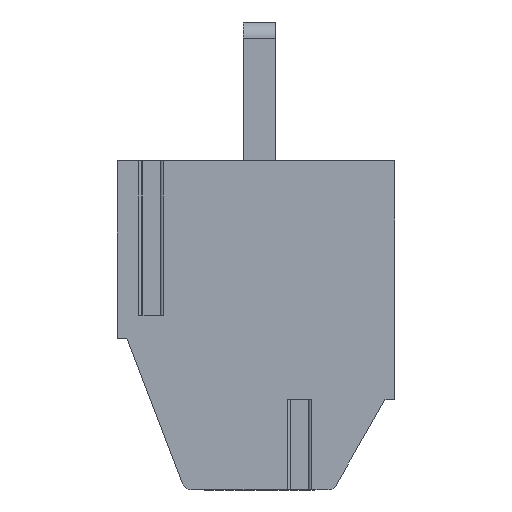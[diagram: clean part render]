
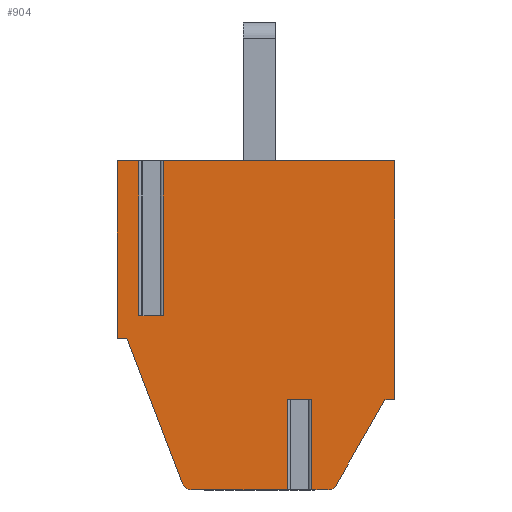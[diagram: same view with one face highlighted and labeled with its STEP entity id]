
A CAD part, front view. The second image highlights one B-rep face of the part: STEP entity #904.
In plain terms, the highlighted planar face has unit normal (0, -1, 0).
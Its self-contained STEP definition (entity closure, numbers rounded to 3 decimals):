
#904 = ADVANCED_FACE( '', ( #2092 ), #2093, .F. );
#2092 = FACE_OUTER_BOUND( '', #3561, .T. );
#2093 = PLANE( '', #3562 );
#3561 = EDGE_LOOP( '', ( #6269, #6270, #6271, #6272, #6273, #6274, #6275, #6276, #6277, #6278, #6279, #6280, #6281, #6282, #6283, #6284, #6285, #6286 ) );
#3562 = AXIS2_PLACEMENT_3D( '', #6287, #6288, #6289 );
#6269 = ORIENTED_EDGE( '', *, *, #9656, .T. );
#6270 = ORIENTED_EDGE( '', *, *, #9657, .F. );
#6271 = ORIENTED_EDGE( '', *, *, #9658, .F. );
#6272 = ORIENTED_EDGE( '', *, *, #8883, .F. );
#6273 = ORIENTED_EDGE( '', *, *, #9581, .F. );
#6274 = ORIENTED_EDGE( '', *, *, #9378, .F. );
#6275 = ORIENTED_EDGE( '', *, *, #9659, .T. );
#6276 = ORIENTED_EDGE( '', *, *, #9438, .F. );
#6277 = ORIENTED_EDGE( '', *, *, #9660, .F. );
#6278 = ORIENTED_EDGE( '', *, *, #9310, .T. );
#6279 = ORIENTED_EDGE( '', *, *, #8919, .F. );
#6280 = ORIENTED_EDGE( '', *, *, #9432, .F. );
#6281 = ORIENTED_EDGE( '', *, *, #9661, .T. );
#6282 = ORIENTED_EDGE( '', *, *, #9642, .F. );
#6283 = ORIENTED_EDGE( '', *, *, #9662, .F. );
#6284 = ORIENTED_EDGE( '', *, *, #9663, .F. );
#6285 = ORIENTED_EDGE( '', *, *, #9664, .F. );
#6286 = ORIENTED_EDGE( '', *, *, #9126, .F. );
#6287 = CARTESIAN_POINT( '', ( 97.922, -58.3, -9.9 ) );
#6288 = DIRECTION( '', ( 0., 1., 0. ) );
#6289 = DIRECTION( '', ( -1., 0., 0. ) );
#8883 = EDGE_CURVE( '', #10753, #10755, #10756, .T. );
#8919 = EDGE_CURVE( '', #10822, #10817, #10824, .F. );
#9126 = EDGE_CURVE( '', #11171, #11166, #11173, .F. );
#9310 = EDGE_CURVE( '', #11462, #10817, #11470, .T. );
#9378 = EDGE_CURVE( '', #11575, #11571, #11577, .T. );
#9432 = EDGE_CURVE( '', #11663, #10822, #11665, .T. );
#9438 = EDGE_CURVE( '', #11673, #11645, #11675, .T. );
#9581 = EDGE_CURVE( '', #11571, #10753, #11881, .T. );
#9642 = EDGE_CURVE( '', #11969, #11964, #11971, .T. );
#9656 = EDGE_CURVE( '', #11171, #11991, #11992, .T. );
#9657 = EDGE_CURVE( '', #11993, #11991, #11994, .T. );
#9658 = EDGE_CURVE( '', #10755, #11993, #11995, .T. );
#9659 = EDGE_CURVE( '', #11575, #11645, #11996, .T. );
#9660 = EDGE_CURVE( '', #11462, #11673, #11997, .T. );
#9661 = EDGE_CURVE( '', #11663, #11964, #11998, .T. );
#9662 = EDGE_CURVE( '', #11999, #11969, #12000, .T. );
#9663 = EDGE_CURVE( '', #12001, #11999, #12002, .T. );
#9664 = EDGE_CURVE( '', #11166, #12001, #12003, .T. );
#10753 = VERTEX_POINT( '', #13413 );
#10755 = VERTEX_POINT( '', #13416 );
#10756 = LINE( '', #13417, #13418 );
#10817 = VERTEX_POINT( '', #13506 );
#10822 = VERTEX_POINT( '', #13512 );
#10824 = LINE( '', #13514, #13515 );
#11166 = VERTEX_POINT( '', #13998 );
#11171 = VERTEX_POINT( '', #14004 );
#11173 = LINE( '', #14006, #14007 );
#11462 = VERTEX_POINT( '', #14416 );
#11470 = LINE( '', #14427, #14428 );
#11571 = VERTEX_POINT( '', #14570 );
#11575 = VERTEX_POINT( '', #14576 );
#11577 = LINE( '', #14579, #14580 );
#11645 = VERTEX_POINT( '', #14675 );
#11663 = VERTEX_POINT( '', #14699 );
#11665 = LINE( '', #14702, #14703 );
#11673 = VERTEX_POINT( '', #14714 );
#11675 = LINE( '', #14716, #14717 );
#11881 = LINE( '', #15009, #15010 );
#11964 = VERTEX_POINT( '', #15122 );
#11969 = VERTEX_POINT( '', #15129 );
#11971 = LINE( '', #15132, #15133 );
#11991 = VERTEX_POINT( '', #15161 );
#11992 = LINE( '', #15162, #15163 );
#11993 = VERTEX_POINT( '', #15164 );
#11994 = LINE( '', #15165, #15166 );
#11995 = LINE( '', #15167, #15168 );
#11996 = CIRCLE( '', #15169, 0.3 );
#11997 = LINE( '', #15170, #15171 );
#11998 = CIRCLE( '', #15172, 0.3 );
#11999 = VERTEX_POINT( '', #15173 );
#12000 = LINE( '', #15174, #15175 );
#12001 = VERTEX_POINT( '', #15176 );
#12002 = LINE( '', #15177, #15178 );
#12003 = LINE( '', #15179, #15180 );
#13413 = CARTESIAN_POINT( '', ( 91.4, -58.3, -5.5 ) );
#13416 = CARTESIAN_POINT( '', ( 91.4, -58.3, 0. ) );
#13417 = CARTESIAN_POINT( '', ( 91.4, -58.3, 0. ) );
#13418 = VECTOR( '', #16501, 1000. );
#13506 = CARTESIAN_POINT( '', ( 97.427, -58.3, -7.4 ) );
#13512 = CARTESIAN_POINT( '', ( 97.427, -58.3, -10.2 ) );
#13514 = CARTESIAN_POINT( '', ( 97.427, -58.3, -5.4 ) );
#13515 = VECTOR( '', #16542, 1000. );
#13998 = CARTESIAN_POINT( '', ( 92.827, -58.3, 0. ) );
#14004 = CARTESIAN_POINT( '', ( 92.827, -58.3, -4.8 ) );
#14006 = CARTESIAN_POINT( '', ( 92.827, -58.3, 0. ) );
#14007 = VECTOR( '', #16760, 1000. );
#14416 = CARTESIAN_POINT( '', ( 96.673, -58.3, -7.4 ) );
#14427 = CARTESIAN_POINT( '', ( 102.472, -58.3, -7.4 ) );
#14428 = VECTOR( '', #16950, 1000. );
#14570 = CARTESIAN_POINT( '', ( 91.7, -58.3, -5.5 ) );
#14576 = CARTESIAN_POINT( '', ( 93.422, -58.3, -10.007 ) );
#14579 = CARTESIAN_POINT( '', ( 91.7, -58.3, -5.5 ) );
#14580 = VECTOR( '', #17016, 1000. );
#14675 = CARTESIAN_POINT( '', ( 93.702, -58.3, -10.2 ) );
#14699 = CARTESIAN_POINT( '', ( 97.922, -58.3, -10.2 ) );
#14702 = CARTESIAN_POINT( '', ( 93.702, -58.3, -10.2 ) );
#14703 = VECTOR( '', #17078, 1000. );
#14714 = CARTESIAN_POINT( '', ( 96.673, -58.3, -10.2 ) );
#14716 = CARTESIAN_POINT( '', ( 93.702, -58.3, -10.2 ) );
#14717 = VECTOR( '', #17088, 1000. );
#15009 = CARTESIAN_POINT( '', ( 91.4, -58.3, -5.5 ) );
#15010 = VECTOR( '', #17241, 1000. );
#15122 = CARTESIAN_POINT( '', ( 98.182, -58.3, -10.049 ) );
#15129 = CARTESIAN_POINT( '', ( 99.696, -58.3, -7.4 ) );
#15132 = CARTESIAN_POINT( '', ( 98.182, -58.3, -10.049 ) );
#15133 = VECTOR( '', #17307, 1000. );
#15161 = CARTESIAN_POINT( '', ( 92.073, -58.3, -4.8 ) );
#15162 = CARTESIAN_POINT( '', ( 92.246, -58.3, -4.8 ) );
#15163 = VECTOR( '', #17319, 1000. );
#15164 = CARTESIAN_POINT( '', ( 92.073, -58.3, 0. ) );
#15165 = CARTESIAN_POINT( '', ( 92.073, -58.3, -4.8 ) );
#15166 = VECTOR( '', #17320, 1000. );
#15167 = CARTESIAN_POINT( '', ( 100., -58.3, 0. ) );
#15168 = VECTOR( '', #17321, 1000. );
#15169 = AXIS2_PLACEMENT_3D( '', #17322, #17323, #17324 );
#15170 = CARTESIAN_POINT( '', ( 96.673, -58.3, -10.2 ) );
#15171 = VECTOR( '', #17325, 1000. );
#15172 = AXIS2_PLACEMENT_3D( '', #17326, #17327, #17328 );
#15173 = CARTESIAN_POINT( '', ( 100., -58.3, -7.4 ) );
#15174 = CARTESIAN_POINT( '', ( 99.696, -58.3, -7.4 ) );
#15175 = VECTOR( '', #17329, 1000. );
#15176 = CARTESIAN_POINT( '', ( 100., -58.3, 0. ) );
#15177 = CARTESIAN_POINT( '', ( 100., -58.3, -0.7 ) );
#15178 = VECTOR( '', #17330, 1000. );
#15179 = CARTESIAN_POINT( '', ( 100., -58.3, 0. ) );
#15180 = VECTOR( '', #17331, 1000. );
#16501 = DIRECTION( '', ( 0., 0., 1. ) );
#16542 = DIRECTION( '', ( 0., 0., -1. ) );
#16760 = DIRECTION( '', ( 0., 0., -1. ) );
#16950 = DIRECTION( '', ( 1., 0., 0. ) );
#17016 = DIRECTION( '', ( -0.357, 0., 0.934 ) );
#17078 = DIRECTION( '', ( -1., 0., 0. ) );
#17088 = DIRECTION( '', ( -1., 0., 0. ) );
#17241 = DIRECTION( '', ( -1., 0., 0. ) );
#17307 = DIRECTION( '', ( -0.496, 0., -0.868 ) );
#17319 = DIRECTION( '', ( -1., 0., 0. ) );
#17320 = DIRECTION( '', ( 0., 0., -1. ) );
#17321 = DIRECTION( '', ( 1., 0., 0. ) );
#17322 = CARTESIAN_POINT( '', ( 93.702, -58.3, -9.9 ) );
#17323 = DIRECTION( '', ( 0., -1., 0. ) );
#17324 = DIRECTION( '', ( 1., 0., 0. ) );
#17325 = DIRECTION( '', ( 0., 0., -1. ) );
#17326 = CARTESIAN_POINT( '', ( 97.922, -58.3, -9.9 ) );
#17327 = DIRECTION( '', ( 0., -1., 0. ) );
#17328 = DIRECTION( '', ( 1., 0., 0. ) );
#17329 = DIRECTION( '', ( -1., 0., 0. ) );
#17330 = DIRECTION( '', ( 0., 0., -1. ) );
#17331 = DIRECTION( '', ( 1., 0., 0. ) );
